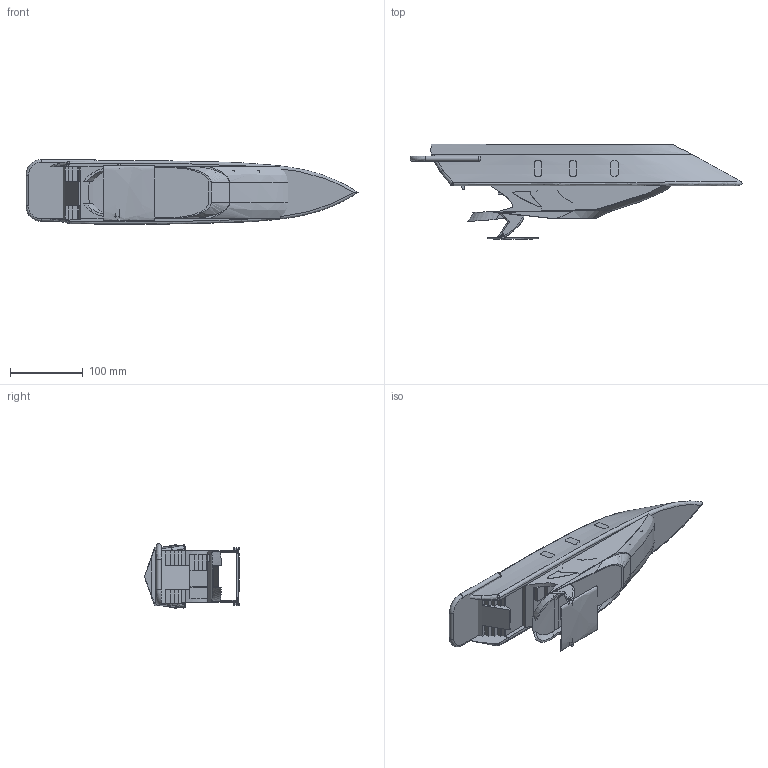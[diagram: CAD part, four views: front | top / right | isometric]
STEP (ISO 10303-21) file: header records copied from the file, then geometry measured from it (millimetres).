
FILE_DESCRIPTION(('FreeCAD Model'),'2;1');
FILE_NAME('Open CASCADE Shape Model','2025-05-05T04:36:57',('FreeCAD'),( 'FreeCAD'),'Open CASCADE STEP processor 7.6','FreeCAD','Unknown');
FILE_SCHEMA(('AUTOMOTIVE_DESIGN { 1 0 10303 214 1 1 1 1 }'));
Length unit declared in the file: millimetre
Products named in the file (1): Open CASCADE STEP translator 7.6 1
Bounding box: 457.94 x 131.51 x 89.58 mm (x, y, z)
Volume: 1794516.2 mm3; surface area: 335159.9 mm2
Topology: 40 solids, 40 shells, 398 faces, 931 edges, 607 vertices
Faces by surface type: bspline 398
Entity records: 20800 total; most frequent: CARTESIAN_POINT 14948, ORIENTED_EDGE 1856, EDGE_CURVE 928, B_SPLINE_CURVE_WITH_KNOTS 824, VERTEX_POINT 607, FACE_BOUND 402, EDGE_LOOP 402, ADVANCED_FACE 398
